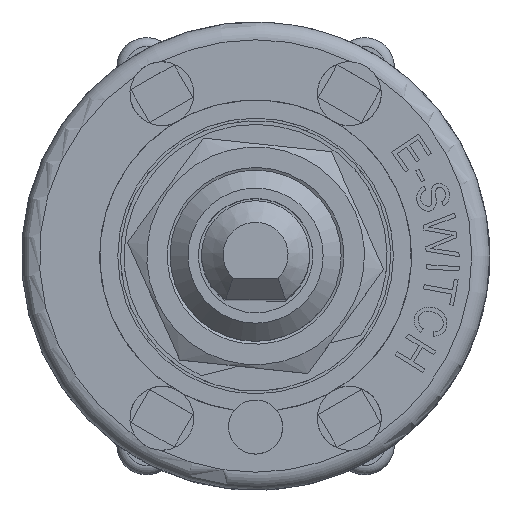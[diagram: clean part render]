
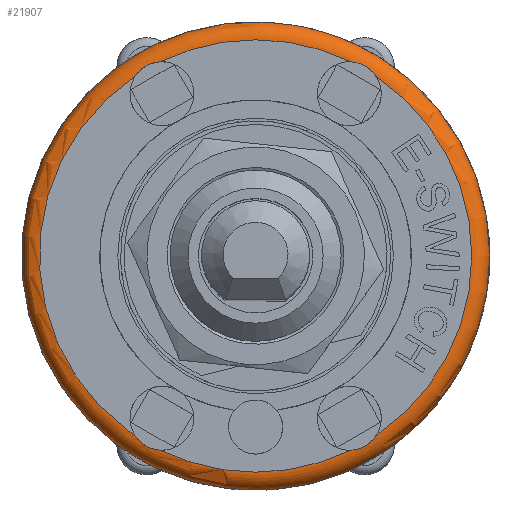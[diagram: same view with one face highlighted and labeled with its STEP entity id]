
A CAD part, top view. The second image highlights one B-rep face of the part: STEP entity #21907.
In plain terms, the highlighted toroidal (fillet/blend) face has major radius 12 mm and minor radius 1 mm.
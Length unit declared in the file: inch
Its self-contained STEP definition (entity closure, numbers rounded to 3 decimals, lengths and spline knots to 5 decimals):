
#21257=CARTESIAN_POINT('',(0.51181,0.0,0.37402));
#21258=VERTEX_POINT('',#21257);
#21259=CARTESIAN_POINT('',(0.0,0.0,0.37402));
#21260=DIRECTION('',(0.0,0.0,1.0));
#21261=DIRECTION('',(-1.0,0.0,0.0));
#21262=AXIS2_PLACEMENT_3D('',#21259,#21260,#21261);
#21263=CIRCLE('',#21262,0.51181);
#21264=EDGE_CURVE('',#21258,#21258,#21263,.T.);
#21507=CARTESIAN_POINT('',(-0.26379,0.39194,0.41339));
#21508=VERTEX_POINT('',#21507);
#21517=CARTESIAN_POINT('',(-0.20753,0.42442,0.41339));
#21518=VERTEX_POINT('',#21517);
#21526=CARTESIAN_POINT('',(-0.26379,0.39194,0.41339));
#21527=CARTESIAN_POINT('',(-0.26063,0.39693,0.41339));
#21528=CARTESIAN_POINT('',(-0.25684,0.40153,0.41318));
#21529=CARTESIAN_POINT('',(-0.25019,0.40776,0.41294));
#21530=CARTESIAN_POINT('',(-0.24774,0.40975,0.41287));
#21531=CARTESIAN_POINT('',(-0.24411,0.41233,0.41281));
#21532=CARTESIAN_POINT('',(-0.24303,0.41306,0.41279));
#21533=CARTESIAN_POINT('',(-0.24115,0.41424,0.41278));
#21534=CARTESIAN_POINT('',(-0.24035,0.41472,0.41278));
#21535=CARTESIAN_POINT('',(-0.23874,0.41565,0.41278));
#21536=CARTESIAN_POINT('',(-0.23791,0.4161,0.41278));
#21537=CARTESIAN_POINT('',(-0.23586,0.41717,0.4128));
#21538=CARTESIAN_POINT('',(-0.23462,0.41777,0.41281));
#21539=CARTESIAN_POINT('',(-0.23029,0.41972,0.41288));
#21540=CARTESIAN_POINT('',(-0.22713,0.42087,0.41296));
#21541=CARTESIAN_POINT('',(-0.2184,0.42336,0.41321));
#21542=CARTESIAN_POINT('',(-0.2129,0.4242,0.41339));
#21543=CARTESIAN_POINT('',(-0.20753,0.42442,0.41339));
#21544=B_SPLINE_CURVE_WITH_KNOTS('',3,(#21526,#21527,#21528,#21529,#21530,#21531,#21532,#21533,#21534,#21535,#21536,#21537,#21538,#21539,#21540,#21541,#21542,#21543),.UNSPECIFIED.,.F.,.U.,(4,2,2,2,2,2,2,2,4),(-0.30321,-0.28459,-0.27477,-0.27072,-0.26786,-0.26495,-0.2607,-0.25033,-0.23279),.UNSPECIFIED.);
#21545=EDGE_CURVE('',#21508,#21518,#21544,.T.);
#21581=CARTESIAN_POINT('',(-0.26379,-0.39194,0.41339));
#21582=VERTEX_POINT('',#21581);
#21592=CARTESIAN_POINT('',(-0.20753,-0.42442,0.41339));
#21593=VERTEX_POINT('',#21592);
#21594=CARTESIAN_POINT('',(-0.20753,-0.42442,0.41339));
#21595=CARTESIAN_POINT('',(-0.21344,-0.42418,0.41339));
#21596=CARTESIAN_POINT('',(-0.21932,-0.42319,0.41318));
#21597=CARTESIAN_POINT('',(-0.22803,-0.42055,0.41294));
#21598=CARTESIAN_POINT('',(-0.23098,-0.41943,0.41287));
#21599=CARTESIAN_POINT('',(-0.23503,-0.41757,0.41281));
#21600=CARTESIAN_POINT('',(-0.2362,-0.417,0.41279));
#21601=CARTESIAN_POINT('',(-0.23817,-0.41596,0.41278));
#21602=CARTESIAN_POINT('',(-0.23898,-0.41551,0.41278));
#21603=CARTESIAN_POINT('',(-0.24059,-0.41458,0.41278));
#21604=CARTESIAN_POINT('',(-0.2414,-0.41409,0.41278));
#21605=CARTESIAN_POINT('',(-0.24335,-0.41285,0.4128));
#21606=CARTESIAN_POINT('',(-0.24449,-0.41207,0.41281));
#21607=CARTESIAN_POINT('',(-0.24834,-0.4093,0.41288));
#21608=CARTESIAN_POINT('',(-0.25092,-0.40713,0.41296));
#21609=CARTESIAN_POINT('',(-0.25744,-0.40082,0.41321));
#21610=CARTESIAN_POINT('',(-0.26092,-0.39648,0.41339));
#21611=CARTESIAN_POINT('',(-0.26379,-0.39194,0.41339));
#21612=B_SPLINE_CURVE_WITH_KNOTS('',3,(#21594,#21595,#21596,#21597,#21598,#21599,#21600,#21601,#21602,#21603,#21604,#21605,#21606,#21607,#21608,#21609,#21610,#21611),.UNSPECIFIED.,.F.,.U.,(4,2,2,2,2,2,2,2,4),(-0.30321,-0.28459,-0.27477,-0.27072,-0.26786,-0.26495,-0.2607,-0.25033,-0.23279),.UNSPECIFIED.);
#21613=EDGE_CURVE('',#21593,#21582,#21612,.T.);
#21681=CARTESIAN_POINT('',(0.20753,-0.42442,0.41339));
#21682=VERTEX_POINT('',#21681);
#21692=CARTESIAN_POINT('',(0.26379,-0.39194,0.41339));
#21693=VERTEX_POINT('',#21692);
#21694=CARTESIAN_POINT('',(0.26379,-0.39194,0.41339));
#21695=CARTESIAN_POINT('',(0.26063,-0.39693,0.41339));
#21696=CARTESIAN_POINT('',(0.25684,-0.40153,0.41318));
#21697=CARTESIAN_POINT('',(0.25019,-0.40776,0.41294));
#21698=CARTESIAN_POINT('',(0.24774,-0.40975,0.41287));
#21699=CARTESIAN_POINT('',(0.24411,-0.41233,0.41281));
#21700=CARTESIAN_POINT('',(0.24303,-0.41306,0.41279));
#21701=CARTESIAN_POINT('',(0.24115,-0.41424,0.41278));
#21702=CARTESIAN_POINT('',(0.24035,-0.41472,0.41278));
#21703=CARTESIAN_POINT('',(0.23874,-0.41565,0.41278));
#21704=CARTESIAN_POINT('',(0.23791,-0.4161,0.41278));
#21705=CARTESIAN_POINT('',(0.23586,-0.41717,0.4128));
#21706=CARTESIAN_POINT('',(0.23462,-0.41777,0.41281));
#21707=CARTESIAN_POINT('',(0.23029,-0.41972,0.41288));
#21708=CARTESIAN_POINT('',(0.22713,-0.42087,0.41296));
#21709=CARTESIAN_POINT('',(0.2184,-0.42336,0.41321));
#21710=CARTESIAN_POINT('',(0.2129,-0.4242,0.41339));
#21711=CARTESIAN_POINT('',(0.20753,-0.42442,0.41339));
#21712=B_SPLINE_CURVE_WITH_KNOTS('',3,(#21694,#21695,#21696,#21697,#21698,#21699,#21700,#21701,#21702,#21703,#21704,#21705,#21706,#21707,#21708,#21709,#21710,#21711),.UNSPECIFIED.,.F.,.U.,(4,2,2,2,2,2,2,2,4),(-0.30321,-0.28459,-0.27477,-0.27072,-0.26786,-0.26495,-0.2607,-0.25033,-0.23279),.UNSPECIFIED.);
#21713=EDGE_CURVE('',#21693,#21682,#21712,.T.);
#21807=CARTESIAN_POINT('',(0.20753,0.42442,0.41339));
#21808=VERTEX_POINT('',#21807);
#21817=CARTESIAN_POINT('',(0.26379,0.39194,0.41339));
#21818=VERTEX_POINT('',#21817);
#21826=CARTESIAN_POINT('',(0.20753,0.42442,0.41339));
#21827=CARTESIAN_POINT('',(0.21344,0.42418,0.41339));
#21828=CARTESIAN_POINT('',(0.21932,0.42319,0.41318));
#21829=CARTESIAN_POINT('',(0.22803,0.42055,0.41294));
#21830=CARTESIAN_POINT('',(0.23098,0.41943,0.41287));
#21831=CARTESIAN_POINT('',(0.23503,0.41757,0.41281));
#21832=CARTESIAN_POINT('',(0.2362,0.417,0.41279));
#21833=CARTESIAN_POINT('',(0.23817,0.41596,0.41278));
#21834=CARTESIAN_POINT('',(0.23898,0.41551,0.41278));
#21835=CARTESIAN_POINT('',(0.24059,0.41458,0.41278));
#21836=CARTESIAN_POINT('',(0.2414,0.41409,0.41278));
#21837=CARTESIAN_POINT('',(0.24335,0.41285,0.4128));
#21838=CARTESIAN_POINT('',(0.24449,0.41207,0.41281));
#21839=CARTESIAN_POINT('',(0.24834,0.4093,0.41288));
#21840=CARTESIAN_POINT('',(0.25092,0.40713,0.41296));
#21841=CARTESIAN_POINT('',(0.25744,0.40082,0.41321));
#21842=CARTESIAN_POINT('',(0.26092,0.39648,0.41339));
#21843=CARTESIAN_POINT('',(0.26379,0.39194,0.41339));
#21844=B_SPLINE_CURVE_WITH_KNOTS('',3,(#21826,#21827,#21828,#21829,#21830,#21831,#21832,#21833,#21834,#21835,#21836,#21837,#21838,#21839,#21840,#21841,#21842,#21843),.UNSPECIFIED.,.F.,.U.,(4,2,2,2,2,2,2,2,4),(-0.30321,-0.28459,-0.27477,-0.27072,-0.26786,-0.26495,-0.2607,-0.25033,-0.23279),.UNSPECIFIED.);
#21845=EDGE_CURVE('',#21808,#21818,#21844,.T.);
#21865=CARTESIAN_POINT('',(0.0,0.0,0.37402));
#21866=DIRECTION('',(0.0,0.0,-1.0));
#21867=DIRECTION('',(-1.0,0.0,0.0));
#21868=AXIS2_PLACEMENT_3D('',#21865,#21866,#21867);
#21869=TOROIDAL_SURFACE('',#21868,0.47244,0.03937);
#21870=ORIENTED_EDGE('',*,*,#21264,.T.);
#21871=EDGE_LOOP('',(#21870));
#21872=FACE_OUTER_BOUND('',#21871,.T.);
#21873=CARTESIAN_POINT('',(0.0,0.0,0.41339));
#21874=DIRECTION('',(0.0,0.0,-1.0));
#21875=DIRECTION('',(-1.0,0.0,0.0));
#21876=AXIS2_PLACEMENT_3D('',#21873,#21874,#21875);
#21877=CIRCLE('',#21876,0.47244);
#21878=EDGE_CURVE('',#21582,#21508,#21877,.T.);
#21879=ORIENTED_EDGE('',*,*,#21878,.T.);
#21880=ORIENTED_EDGE('',*,*,#21545,.T.);
#21881=CARTESIAN_POINT('',(0.0,0.0,0.41339));
#21882=DIRECTION('',(0.0,0.0,-1.0));
#21883=DIRECTION('',(-1.0,0.0,0.0));
#21884=AXIS2_PLACEMENT_3D('',#21881,#21882,#21883);
#21885=CIRCLE('',#21884,0.47244);
#21886=EDGE_CURVE('',#21518,#21808,#21885,.T.);
#21887=ORIENTED_EDGE('',*,*,#21886,.T.);
#21888=ORIENTED_EDGE('',*,*,#21845,.T.);
#21889=CARTESIAN_POINT('',(0.0,0.0,0.41339));
#21890=DIRECTION('',(0.0,0.0,-1.0));
#21891=DIRECTION('',(-1.0,0.0,0.0));
#21892=AXIS2_PLACEMENT_3D('',#21889,#21890,#21891);
#21893=CIRCLE('',#21892,0.47244);
#21894=EDGE_CURVE('',#21818,#21693,#21893,.T.);
#21895=ORIENTED_EDGE('',*,*,#21894,.T.);
#21896=ORIENTED_EDGE('',*,*,#21713,.T.);
#21897=CARTESIAN_POINT('',(0.0,0.0,0.41339));
#21898=DIRECTION('',(0.0,0.0,-1.0));
#21899=DIRECTION('',(-1.0,0.0,0.0));
#21900=AXIS2_PLACEMENT_3D('',#21897,#21898,#21899);
#21901=CIRCLE('',#21900,0.47244);
#21902=EDGE_CURVE('',#21682,#21593,#21901,.T.);
#21903=ORIENTED_EDGE('',*,*,#21902,.T.);
#21904=ORIENTED_EDGE('',*,*,#21613,.T.);
#21905=EDGE_LOOP('',(#21879,#21880,#21887,#21888,#21895,#21896,#21903,#21904));
#21906=FACE_BOUND('',#21905,.T.);
#21907=ADVANCED_FACE('',(#21872,#21906),#21869,.T.);
